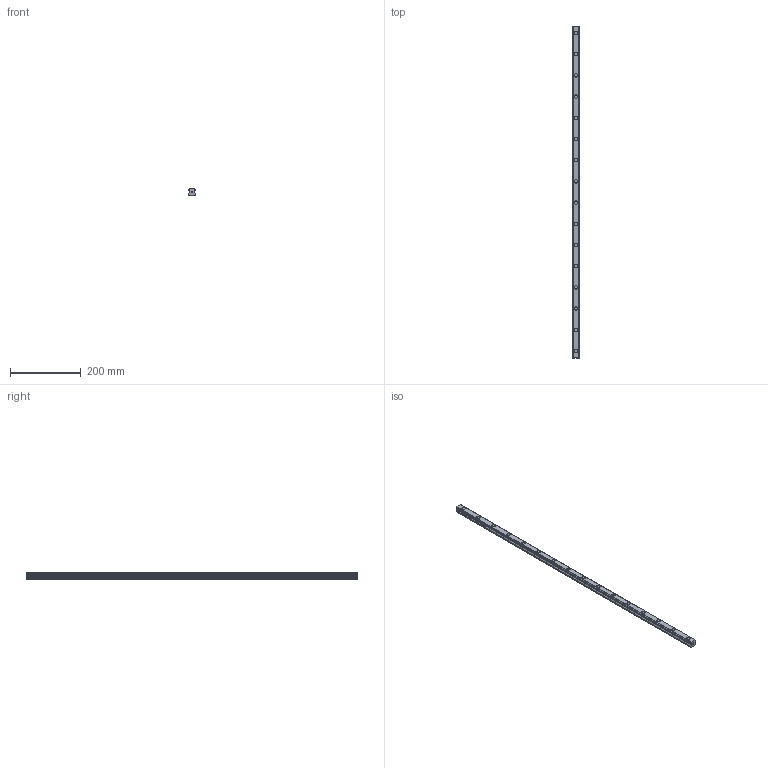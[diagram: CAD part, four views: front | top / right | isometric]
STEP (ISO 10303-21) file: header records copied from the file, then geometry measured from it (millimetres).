
FILE_DESCRIPTION(('STEP AP214'),'1');
FILE_NAME('cctmp_0C5878EC-7C78-4408-95BD-B5E510A4100B_2020_5_18_12_11_22_718..stp','2020-05-18T10:11:22',('HIWIN GmbH'),('CADClick - www.CADClick.com'),'Spatial InterOp 3D',' ','unknown authorization');
FILE_SCHEMA(('AUTOMOTIVE_DESIGN'));
Length unit declared in the file: millimetre
Products named in the file (1): HGR20R940H_FILE
Bounding box: 20 x 940 x 17.5 mm (x, y, z)
Volume: 268471.7 mm3; surface area: 80280.3 mm2
Topology: 1 solids, 1 shells, 251 faces, 591 edges, 394 vertices
Faces by surface type: plane 133, cylinder 118
Entity records: 9313 total; most frequent: DIRECTION 1331, CARTESIAN_POINT 1237, ORIENTED_EDGE 1182, EDGE_CURVE 591, AXIS2_PLACEMENT_3D 488, VERTEX_POINT 394, LINE 355, VECTOR 355
